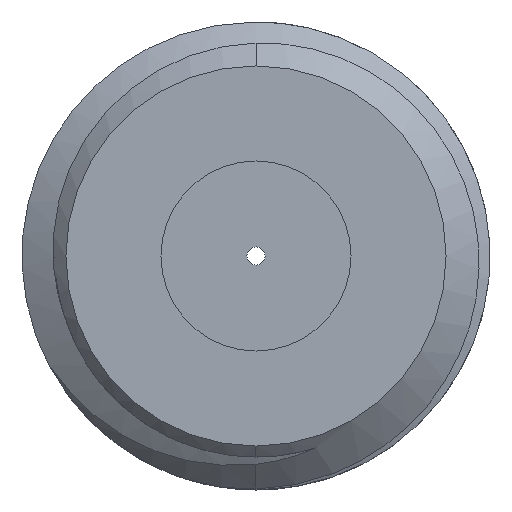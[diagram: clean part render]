
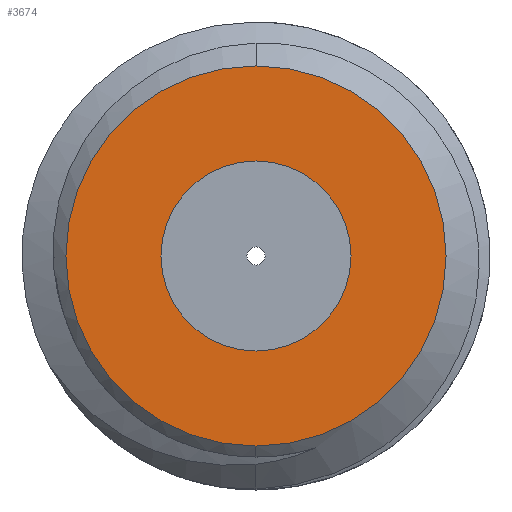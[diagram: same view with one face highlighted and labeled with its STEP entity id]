
A CAD part, front view. The second image highlights one B-rep face of the part: STEP entity #3674.
In plain terms, the highlighted face is planar.
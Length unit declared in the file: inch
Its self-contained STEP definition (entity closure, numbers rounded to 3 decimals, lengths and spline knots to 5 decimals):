
#25 = AXIS2_PLACEMENT_3D ( 'NONE', #2893, #1737, #3525 ) ;
#153 = AXIS2_PLACEMENT_3D ( 'NONE', #1369, #2533, #2271 ) ;
#196 = AXIS2_PLACEMENT_3D ( 'NONE', #1051, #1940, #770 ) ;
#278 = VERTEX_POINT ( 'NONE', #3774 ) ;
#351 = CARTESIAN_POINT ( 'NONE',  ( 0., 0., 0.0625 ) ) ;
#453 = ORIENTED_EDGE ( 'NONE', *, *, #1498, .F. ) ;
#524 = DIRECTION ( 'NONE',  ( 1., 0., 0. ) ) ;
#712 = CARTESIAN_POINT ( 'NONE',  ( 0., 0., 0. ) ) ;
#770 = DIRECTION ( 'NONE',  ( 0., 0., 1. ) ) ;
#795 = ORIENTED_EDGE ( 'NONE', *, *, #2683, .F. ) ;
#858 = DIRECTION ( 'NONE',  ( 0., 0., -1. ) ) ;
#1007 = DIRECTION ( 'NONE',  ( 0., 0., -1. ) ) ;
#1028 = AXIS2_PLACEMENT_3D ( 'NONE', #2600, #524, #858 ) ;
#1051 = CARTESIAN_POINT ( 'NONE',  ( 0., 0.125, 0. ) ) ;
#1227 = EDGE_LOOP ( 'NONE', ( #2520, #2886 ) ) ;
#1236 = VERTEX_POINT ( 'NONE', #1275 ) ;
#1275 = CARTESIAN_POINT ( 'NONE',  ( 0., 0., -0.125 ) ) ;
#1369 = CARTESIAN_POINT ( 'NONE',  ( 0., 0., 0. ) ) ;
#1380 = PLANE ( 'NONE',  #196 ) ;
#1392 = FACE_BOUND ( 'NONE', #1227, .T. ) ;
#1498 = EDGE_CURVE ( 'NONE', #1236, #2560, #2736, .T. ) ;
#1642 = EDGE_LOOP ( 'NONE', ( #453, #795 ) ) ;
#1737 = DIRECTION ( 'NONE',  ( 1., 0., 0. ) ) ;
#1940 = DIRECTION ( 'NONE',  ( -1., 0., 0. ) ) ;
#1945 = CIRCLE ( 'NONE', #3198, 0.125 ) ;
#2062 = VERTEX_POINT ( 'NONE', #351 ) ;
#2071 = FACE_OUTER_BOUND ( 'NONE', #1642, .T. ) ;
#2266 = EDGE_CURVE ( 'NONE', #278, #2062, #2491, .T. ) ;
#2271 = DIRECTION ( 'NONE',  ( 0., 0., -1. ) ) ;
#2282 = EDGE_CURVE ( 'NONE', #2062, #278, #2742, .T. ) ;
#2491 = CIRCLE ( 'NONE', #25, 0.0625 ) ;
#2520 = ORIENTED_EDGE ( 'NONE', *, *, #2266, .T. ) ;
#2533 = DIRECTION ( 'NONE',  ( 1., 0., 0. ) ) ;
#2560 = VERTEX_POINT ( 'NONE', #2952 ) ;
#2600 = CARTESIAN_POINT ( 'NONE',  ( 0., 0., 0. ) ) ;
#2683 = EDGE_CURVE ( 'NONE', #2560, #1236, #1945, .T. ) ;
#2736 = CIRCLE ( 'NONE', #153, 0.125 ) ;
#2742 = CIRCLE ( 'NONE', #1028, 0.0625 ) ;
#2787 = DIRECTION ( 'NONE',  ( 1., 0., 0. ) ) ;
#2886 = ORIENTED_EDGE ( 'NONE', *, *, #2282, .T. ) ;
#2893 = CARTESIAN_POINT ( 'NONE',  ( 0., 0., 0. ) ) ;
#2952 = CARTESIAN_POINT ( 'NONE',  ( 0., 0., 0.125 ) ) ;
#3198 = AXIS2_PLACEMENT_3D ( 'NONE', #712, #2787, #1007 ) ;
#3525 = DIRECTION ( 'NONE',  ( 0., 0., -1. ) ) ;
#3674 = ADVANCED_FACE ( 'NONE', ( #1392, #2071 ), #1380, .T. ) ;
#3774 = CARTESIAN_POINT ( 'NONE',  ( 0., 0., -0.0625 ) ) ;
